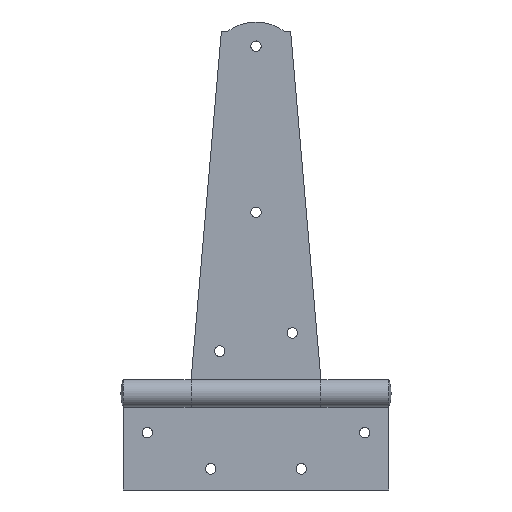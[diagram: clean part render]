
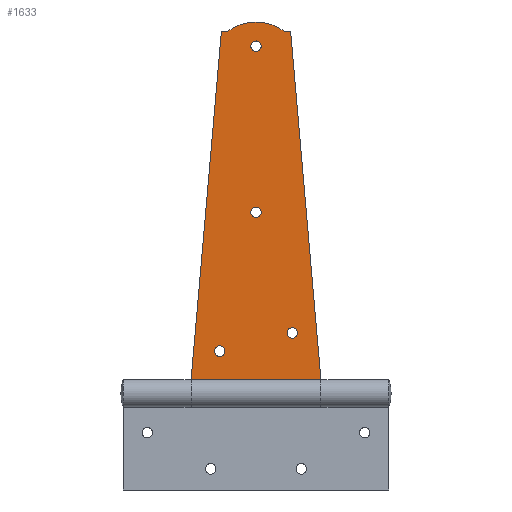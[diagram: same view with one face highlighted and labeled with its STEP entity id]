
A CAD part, front view. The second image highlights one B-rep face of the part: STEP entity #1633.
In plain terms, the highlighted planar face has unit normal (0, -1, 0).
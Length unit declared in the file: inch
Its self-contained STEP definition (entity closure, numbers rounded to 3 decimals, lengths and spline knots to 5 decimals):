
#32 = EDGE_LOOP ( 'NONE', ( #277, #234, #283, #268, #229, #237, #228, #291 ) ) ;
#156 = CIRCLE ( 'NONE', #672, 0.108 ) ;
#164 = CIRCLE ( 'NONE', #674, 0.108 ) ;
#177 = CIRCLE ( 'NONE', #680, 0.108 ) ;
#185 = CIRCLE ( 'NONE', #681, 0.108 ) ;
#186 = LINE ( 'NONE', #474, #195 ) ;
#187 = LINE ( 'NONE', #463, #189 ) ;
#188 = LINE ( 'NONE', #478, #191 ) ;
#189 = VECTOR ( 'NONE', #470, 39.37008 ) ;
#190 = LINE ( 'NONE', #480, #193 ) ;
#191 = VECTOR ( 'NONE', #479, 39.37008 ) ;
#193 = VECTOR ( 'NONE', #481, 39.37008 ) ;
#194 = LINE ( 'NONE', #483, #197 ) ;
#195 = VECTOR ( 'NONE', #482, 39.37008 ) ;
#196 = LINE ( 'NONE', #485, #199 ) ;
#197 = VECTOR ( 'NONE', #484, 39.37008 ) ;
#198 = LINE ( 'NONE', #487, #201 ) ;
#199 = VECTOR ( 'NONE', #486, 39.37008 ) ;
#200 = CIRCLE ( 'NONE', #682, 0.97821 ) ;
#201 = VECTOR ( 'NONE', #488, 39.37008 ) ;
#202 = CIRCLE ( 'NONE', #683, 0.108 ) ;
#203 = CIRCLE ( 'NONE', #684, 0.108 ) ;
#228 = ORIENTED_EDGE ( 'NONE', *, *, #979, .F. ) ;
#229 = ORIENTED_EDGE ( 'NONE', *, *, #977, .F. ) ;
#230 = ORIENTED_EDGE ( 'NONE', *, *, #960, .F. ) ;
#234 = ORIENTED_EDGE ( 'NONE', *, *, #974, .F. ) ;
#237 = ORIENTED_EDGE ( 'NONE', *, *, #978, .F. ) ;
#238 = ORIENTED_EDGE ( 'NONE', *, *, #971, .T. ) ;
#241 = ORIENTED_EDGE ( 'NONE', *, *, #982, .F. ) ;
#263 = ORIENTED_EDGE ( 'NONE', *, *, #981, .F. ) ;
#264 = ORIENTED_EDGE ( 'NONE', *, *, #1272, .T. ) ;
#268 = ORIENTED_EDGE ( 'NONE', *, *, #976, .F. ) ;
#271 = ORIENTED_EDGE ( 'NONE', *, *, #1275, .F. ) ;
#272 = ORIENTED_EDGE ( 'NONE', *, *, #972, .F. ) ;
#277 = ORIENTED_EDGE ( 'NONE', *, *, #973, .F. ) ;
#283 = ORIENTED_EDGE ( 'NONE', *, *, #975, .T. ) ;
#291 = ORIENTED_EDGE ( 'NONE', *, *, #980, .F. ) ;
#292 = ORIENTED_EDGE ( 'NONE', *, *, #956, .F. ) ;
#317 = DIRECTION ( 'NONE',  ( 0., -1., 0. ) ) ;
#318 = DIRECTION ( 'NONE',  ( 0., 0., 1. ) ) ;
#441 = CARTESIAN_POINT ( 'NONE',  ( 0., 0.456, 7.1875 ) ) ;
#442 = DIRECTION ( 'NONE',  ( 0., 1., 0. ) ) ;
#443 = DIRECTION ( 'NONE',  ( 0., 0., 1. ) ) ;
#463 = CARTESIAN_POINT ( 'NONE',  ( -0.71667, 0.456, 7.49531 ) ) ;
#470 = DIRECTION ( 'NONE',  ( 1., 0., 0. ) ) ;
#471 = CARTESIAN_POINT ( 'NONE',  ( 0., 0.456, 7.1875 ) ) ;
#472 = DIRECTION ( 'NONE',  ( 0., 1., 0. ) ) ;
#473 = DIRECTION ( 'NONE',  ( 0., 0., 1. ) ) ;
#474 = CARTESIAN_POINT ( 'NONE',  ( 1.34375, 0.456, 0. ) ) ;
#475 = CARTESIAN_POINT ( 'NONE',  ( -0.75, 0.456, 0.875 ) ) ;
#476 = DIRECTION ( 'NONE',  ( 0., -1., 0. ) ) ;
#477 = DIRECTION ( 'NONE',  ( 0., 0., 1. ) ) ;
#478 = CARTESIAN_POINT ( 'NONE',  ( -1.34375, 0.456, 0.284 ) ) ;
#479 = DIRECTION ( 'NONE',  ( 0.087, 0., 0.996 ) ) ;
#480 = CARTESIAN_POINT ( 'NONE',  ( -1.34375, 0.456, 7.6875 ) ) ;
#481 = DIRECTION ( 'NONE',  ( 0., 0., -1. ) ) ;
#482 = DIRECTION ( 'NONE',  ( -1., 0., 0. ) ) ;
#483 = CARTESIAN_POINT ( 'NONE',  ( 1.34375, 0.456, 7.6875 ) ) ;
#484 = DIRECTION ( 'NONE',  ( 0., 0., -1. ) ) ;
#485 = CARTESIAN_POINT ( 'NONE',  ( 0.71667, 0.456, 7.49531 ) ) ;
#486 = DIRECTION ( 'NONE',  ( 0.087, 0., -0.996 ) ) ;
#487 = CARTESIAN_POINT ( 'NONE',  ( 0.71667, 0.456, 7.49531 ) ) ;
#488 = DIRECTION ( 'NONE',  ( 1., 0., 0. ) ) ;
#489 = CARTESIAN_POINT ( 'NONE',  ( 0., 0.456, 6.70929 ) ) ;
#490 = DIRECTION ( 'NONE',  ( 0., 1., 0. ) ) ;
#491 = DIRECTION ( 'NONE',  ( 0., 0., 1. ) ) ;
#492 = CARTESIAN_POINT ( 'NONE',  ( 0.75, 0.456, 1.25 ) ) ;
#493 = DIRECTION ( 'NONE',  ( 0., -1., 0. ) ) ;
#494 = DIRECTION ( 'NONE',  ( 0., 0., 1. ) ) ;
#497 = CARTESIAN_POINT ( 'NONE',  ( 0., 0.456, 3.75 ) ) ;
#498 = DIRECTION ( 'NONE',  ( 0., -1., 0. ) ) ;
#499 = DIRECTION ( 'NONE',  ( 0., 0., 1. ) ) ;
#517 = CARTESIAN_POINT ( 'NONE',  ( 0., 0.456, 3.75 ) ) ;
#672 = AXIS2_PLACEMENT_3D ( 'NONE', #827, #828, #829 ) ;
#674 = AXIS2_PLACEMENT_3D ( 'NONE', #798, #799, #800 ) ;
#680 = AXIS2_PLACEMENT_3D ( 'NONE', #471, #472, #473 ) ;
#681 = AXIS2_PLACEMENT_3D ( 'NONE', #475, #476, #477 ) ;
#682 = AXIS2_PLACEMENT_3D ( 'NONE', #489, #490, #491 ) ;
#683 = AXIS2_PLACEMENT_3D ( 'NONE', #492, #493, #494 ) ;
#684 = AXIS2_PLACEMENT_3D ( 'NONE', #497, #498, #499 ) ;
#703 = AXIS2_PLACEMENT_3D ( 'NONE', #441, #442, #443 ) ;
#705 = AXIS2_PLACEMENT_3D ( 'NONE', #517, #317, #318 ) ;
#758 = AXIS2_PLACEMENT_3D ( 'NONE', #1561, #1554, #1563 ) ;
#798 = CARTESIAN_POINT ( 'NONE',  ( 0.75, 0.456, 1.25 ) ) ;
#799 = DIRECTION ( 'NONE',  ( 0., -1., 0. ) ) ;
#800 = DIRECTION ( 'NONE',  ( 0., 0., 1. ) ) ;
#827 = CARTESIAN_POINT ( 'NONE',  ( -0.75, 0.456, 0.875 ) ) ;
#828 = DIRECTION ( 'NONE',  ( 0., -1., 0. ) ) ;
#829 = DIRECTION ( 'NONE',  ( 0., 0., 1. ) ) ;
#956 = EDGE_CURVE ( 'NONE', #1917, #1922, #156, .T. ) ;
#960 = EDGE_CURVE ( 'NONE', #1925, #1915, #164, .T. ) ;
#971 = EDGE_CURVE ( 'NONE', #1926, #1929, #177, .T. ) ;
#972 = EDGE_CURVE ( 'NONE', #1922, #1917, #185, .T. ) ;
#973 = EDGE_CURVE ( 'NONE', #1932, #1897, #187, .T. ) ;
#974 = EDGE_CURVE ( 'NONE', #1938, #1932, #188, .T. ) ;
#975 = EDGE_CURVE ( 'NONE', #1938, #1939, #190, .T. ) ;
#976 = EDGE_CURVE ( 'NONE', #1902, #1939, #186, .T. ) ;
#977 = EDGE_CURVE ( 'NONE', #1901, #1902, #194, .T. ) ;
#978 = EDGE_CURVE ( 'NONE', #1893, #1901, #196, .T. ) ;
#979 = EDGE_CURVE ( 'NONE', #1894, #1893, #198, .T. ) ;
#980 = EDGE_CURVE ( 'NONE', #1897, #1894, #200, .T. ) ;
#981 = EDGE_CURVE ( 'NONE', #1915, #1925, #202, .T. ) ;
#982 = EDGE_CURVE ( 'NONE', #1913, #1931, #203, .T. ) ;
#1272 = EDGE_CURVE ( 'NONE', #1929, #1926, #1307, .T. ) ;
#1275 = EDGE_CURVE ( 'NONE', #1931, #1913, #1316, .T. ) ;
#1278 = EDGE_LOOP ( 'NONE', ( #292, #272 ) ) ;
#1279 = EDGE_LOOP ( 'NONE', ( #238, #264 ) ) ;
#1282 = EDGE_LOOP ( 'NONE', ( #271, #241 ) ) ;
#1283 = EDGE_LOOP ( 'NONE', ( #230, #263 ) ) ;
#1307 = CIRCLE ( 'NONE', #703, 0.108 ) ;
#1316 = CIRCLE ( 'NONE', #705, 0.108 ) ;
#1407 = FACE_BOUND ( 'NONE', #1283, .T. ) ;
#1409 = FACE_OUTER_BOUND ( 'NONE', #32, .T. ) ;
#1411 = FACE_BOUND ( 'NONE', #1279, .T. ) ;
#1412 = FACE_BOUND ( 'NONE', #1282, .T. ) ;
#1414 = FACE_BOUND ( 'NONE', #1278, .T. ) ;
#1554 = DIRECTION ( 'NONE',  ( 0., 1., 0. ) ) ;
#1559 = PLANE ( 'NONE',  #758 ) ;
#1561 = CARTESIAN_POINT ( 'NONE',  ( 1.34375, 0.456, 7.6875 ) ) ;
#1563 = DIRECTION ( 'NONE',  ( 0., 0., 1. ) ) ;
#1633 = ADVANCED_FACE ( 'NONE', ( #1411, #1414, #1409, #1407, #1412 ), #1559, .F. ) ;
#1893 = VERTEX_POINT ( 'NONE', #2042 ) ;
#1894 = VERTEX_POINT ( 'NONE', #2043 ) ;
#1897 = VERTEX_POINT ( 'NONE', #2046 ) ;
#1901 = VERTEX_POINT ( 'NONE', #2050 ) ;
#1902 = VERTEX_POINT ( 'NONE', #2051 ) ;
#1913 = VERTEX_POINT ( 'NONE', #2062 ) ;
#1915 = VERTEX_POINT ( 'NONE', #2064 ) ;
#1917 = VERTEX_POINT ( 'NONE', #2066 ) ;
#1922 = VERTEX_POINT ( 'NONE', #2071 ) ;
#1925 = VERTEX_POINT ( 'NONE', #2074 ) ;
#1926 = VERTEX_POINT ( 'NONE', #2075 ) ;
#1929 = VERTEX_POINT ( 'NONE', #2078 ) ;
#1931 = VERTEX_POINT ( 'NONE', #2080 ) ;
#1932 = VERTEX_POINT ( 'NONE', #2081 ) ;
#1938 = VERTEX_POINT ( 'NONE', #2087 ) ;
#1939 = VERTEX_POINT ( 'NONE', #2088 ) ;
#2042 = CARTESIAN_POINT ( 'NONE',  ( 0.71667, 0.456, 7.49531 ) ) ;
#2043 = CARTESIAN_POINT ( 'NONE',  ( 0.58229, 0.456, 7.49531 ) ) ;
#2046 = CARTESIAN_POINT ( 'NONE',  ( -0.58229, 0.456, 7.49531 ) ) ;
#2050 = CARTESIAN_POINT ( 'NONE',  ( 1.34375, 0.456, 0.284 ) ) ;
#2051 = CARTESIAN_POINT ( 'NONE',  ( 1.34375, 0.456, 0. ) ) ;
#2062 = CARTESIAN_POINT ( 'NONE',  ( 0., 0.456, 3.642 ) ) ;
#2064 = CARTESIAN_POINT ( 'NONE',  ( 0.75, 0.456, 1.142 ) ) ;
#2066 = CARTESIAN_POINT ( 'NONE',  ( -0.75, 0.456, 0.983 ) ) ;
#2071 = CARTESIAN_POINT ( 'NONE',  ( -0.75, 0.456, 0.767 ) ) ;
#2074 = CARTESIAN_POINT ( 'NONE',  ( 0.75, 0.456, 1.358 ) ) ;
#2075 = CARTESIAN_POINT ( 'NONE',  ( 0., 0.456, 7.2955 ) ) ;
#2078 = CARTESIAN_POINT ( 'NONE',  ( 0., 0.456, 7.0795 ) ) ;
#2080 = CARTESIAN_POINT ( 'NONE',  ( 0., 0.456, 3.858 ) ) ;
#2081 = CARTESIAN_POINT ( 'NONE',  ( -0.71667, 0.456, 7.49531 ) ) ;
#2087 = CARTESIAN_POINT ( 'NONE',  ( -1.34375, 0.456, 0.284 ) ) ;
#2088 = CARTESIAN_POINT ( 'NONE',  ( -1.34375, 0.456, 0. ) ) ;
